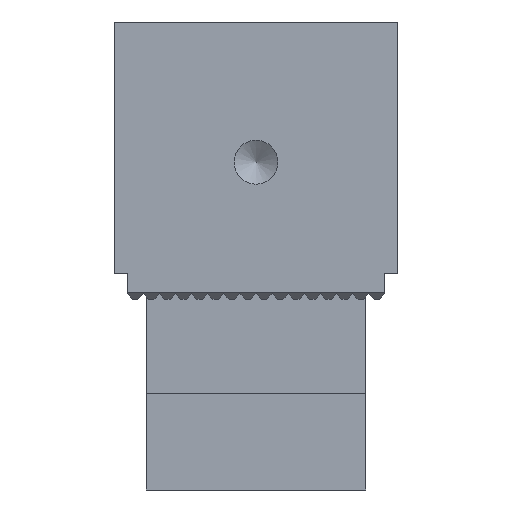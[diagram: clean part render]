
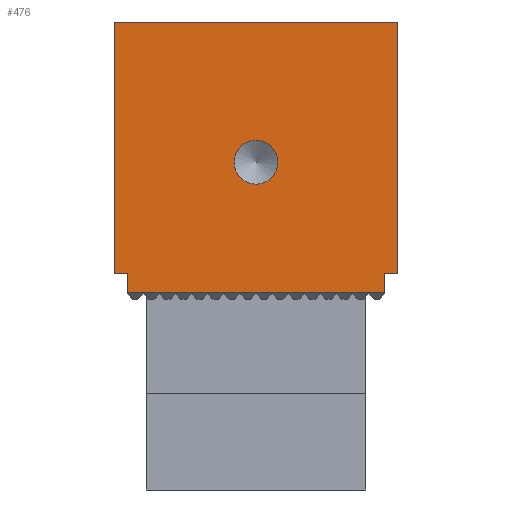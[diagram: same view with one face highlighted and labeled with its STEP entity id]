
A CAD part, left-side view. The second image highlights one B-rep face of the part: STEP entity #476.
In plain terms, the highlighted face is planar.
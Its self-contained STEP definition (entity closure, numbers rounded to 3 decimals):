
#476 = ADVANCED_FACE( '', ( #987, #988 ), #989, .F. );
#987 = FACE_BOUND( '', #1525, .T. );
#988 = FACE_OUTER_BOUND( '', #1526, .T. );
#989 = PLANE( '', #1527 );
#1525 = EDGE_LOOP( '', ( #2812 ) );
#1526 = EDGE_LOOP( '', ( #2813, #2814, #2815, #2816, #2817, #2818, #2819, #2820 ) );
#1527 = AXIS2_PLACEMENT_3D( '', #2821, #2822, #2823 );
#2812 = ORIENTED_EDGE( '', *, *, #3293, .T. );
#2813 = ORIENTED_EDGE( '', *, *, #3665, .F. );
#2814 = ORIENTED_EDGE( '', *, *, #3704, .F. );
#2815 = ORIENTED_EDGE( '', *, *, #3398, .F. );
#2816 = ORIENTED_EDGE( '', *, *, #3419, .T. );
#2817 = ORIENTED_EDGE( '', *, *, #3667, .F. );
#2818 = ORIENTED_EDGE( '', *, *, #3195, .F. );
#2819 = ORIENTED_EDGE( '', *, *, #3437, .T. );
#2820 = ORIENTED_EDGE( '', *, *, #3705, .F. );
#2821 = CARTESIAN_POINT( '', ( 50., -22., 43. ) );
#2822 = DIRECTION( '', ( -1., 0., 0. ) );
#2823 = DIRECTION( '', ( 0., 0., 1. ) );
#3195 = EDGE_CURVE( '', #3815, #3817, #3818, .T. );
#3293 = EDGE_CURVE( '', #3990, #3990, #3991, .T. );
#3398 = EDGE_CURVE( '', #4160, #4162, #4163, .T. );
#3419 = EDGE_CURVE( '', #4160, #4193, #4195, .T. );
#3437 = EDGE_CURVE( '', #3815, #4223, #4225, .T. );
#3665 = EDGE_CURVE( '', #4538, #4541, #4542, .T. );
#3667 = EDGE_CURVE( '', #3817, #4193, #4544, .T. );
#3704 = EDGE_CURVE( '', #4162, #4538, #4588, .T. );
#3705 = EDGE_CURVE( '', #4541, #4223, #4589, .T. );
#3815 = VERTEX_POINT( '', #4725 );
#3817 = VERTEX_POINT( '', #4728 );
#3818 = LINE( '', #4729, #4730 );
#3990 = VERTEX_POINT( '', #4974 );
#3991 = CIRCLE( '', #4975, 3.4 );
#4160 = VERTEX_POINT( '', #5219 );
#4162 = VERTEX_POINT( '', #5222 );
#4163 = LINE( '', #5223, #5224 );
#4193 = VERTEX_POINT( '', #5261 );
#4195 = LINE( '', #5264, #5265 );
#4223 = VERTEX_POINT( '', #5305 );
#4225 = LINE( '', #5308, #5309 );
#4538 = VERTEX_POINT( '', #5781 );
#4541 = VERTEX_POINT( '', #5785 );
#4542 = LINE( '', #5786, #5787 );
#4544 = LINE( '', #5790, #5791 );
#4588 = LINE( '', #5851, #5852 );
#4589 = LINE( '', #5853, #5854 );
#4725 = CARTESIAN_POINT( '', ( 50., -20., 1. ) );
#4728 = CARTESIAN_POINT( '', ( 50., -20., 4. ) );
#4729 = CARTESIAN_POINT( '', ( 50., -20., 0. ) );
#4730 = VECTOR( '', #5957, 1000. );
#4974 = CARTESIAN_POINT( '', ( 50., 0., 17.85 ) );
#4975 = AXIS2_PLACEMENT_3D( '', #6045, #6046, #6047 );
#5219 = CARTESIAN_POINT( '', ( 50., -22., 43. ) );
#5222 = CARTESIAN_POINT( '', ( 50., 22., 43. ) );
#5223 = CARTESIAN_POINT( '', ( 50., -22., 43. ) );
#5224 = VECTOR( '', #6139, 1000. );
#5261 = CARTESIAN_POINT( '', ( 50., -22., 4. ) );
#5264 = CARTESIAN_POINT( '', ( 50., -22., 43. ) );
#5265 = VECTOR( '', #6166, 1000. );
#5305 = CARTESIAN_POINT( '', ( 50., 20., 1. ) );
#5308 = CARTESIAN_POINT( '', ( 50., -22., 1. ) );
#5309 = VECTOR( '', #6180, 1000. );
#5781 = CARTESIAN_POINT( '', ( 50., 22., 4. ) );
#5785 = CARTESIAN_POINT( '', ( 50., 20., 4. ) );
#5786 = CARTESIAN_POINT( '', ( 50., 22., 4. ) );
#5787 = VECTOR( '', #6380, 1000. );
#5790 = CARTESIAN_POINT( '', ( 50., -20., 4. ) );
#5791 = VECTOR( '', #6382, 1000. );
#5851 = CARTESIAN_POINT( '', ( 50., 22., 43. ) );
#5852 = VECTOR( '', #6408, 1000. );
#5853 = CARTESIAN_POINT( '', ( 50., 20., 4. ) );
#5854 = VECTOR( '', #6409, 1000. );
#5957 = DIRECTION( '', ( 0., 0., 1. ) );
#6045 = CARTESIAN_POINT( '', ( 50., 0., 21.25 ) );
#6046 = DIRECTION( '', ( -1., 0., 0. ) );
#6047 = DIRECTION( '', ( 0., 0., -1. ) );
#6139 = DIRECTION( '', ( 0., 1., 0. ) );
#6166 = DIRECTION( '', ( 0., 0., -1. ) );
#6180 = DIRECTION( '', ( 0., 1., 0. ) );
#6380 = DIRECTION( '', ( 0., -1., 0. ) );
#6382 = DIRECTION( '', ( 0., -1., 0. ) );
#6408 = DIRECTION( '', ( 0., 0., -1. ) );
#6409 = DIRECTION( '', ( 0., 0., -1. ) );
